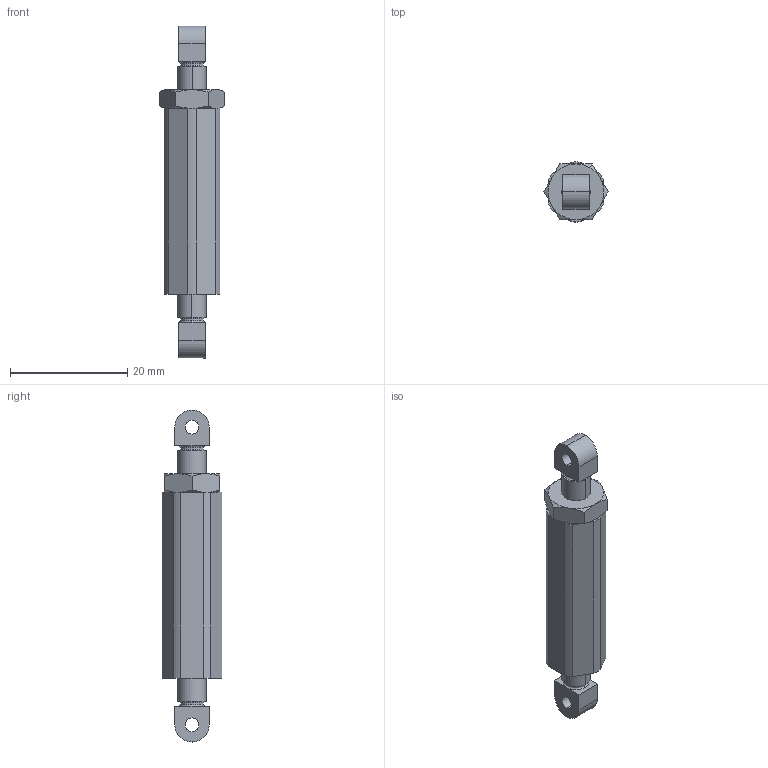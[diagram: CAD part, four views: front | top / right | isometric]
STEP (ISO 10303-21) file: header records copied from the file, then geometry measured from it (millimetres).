
FILE_DESCRIPTION (( 'STEP AP203' ), '1' );
FILE_NAME ('REV-21-2617.STEP', '2022-12-15T22:07:53', ( '' ), ( '' ), 'SwSTEP 2.0', 'SolidWorks 2022', '' );
FILE_SCHEMA (( 'CONFIG_CONTROL_DESIGN' ));
Length unit declared in the file: inch
Products named in the file (1): REV-21-2617
Bounding box: 11 x 10.24 x 56.69 mm (x, y, z)
Volume: 3115.6 mm3; surface area: 2701.9 mm2
Topology: 4 solids, 4 shells, 86 faces, 192 edges, 118 vertices
Faces by surface type: plane 30, cylinder 26, cone 22, torus 8
Entity records: 2547 total; most frequent: CARTESIAN_POINT 517, DIRECTION 432, ORIENTED_EDGE 384, EDGE_CURVE 192, AXIS2_PLACEMENT_3D 177, VERTEX_POINT 118, EDGE_LOOP 98, CIRCLE 90
